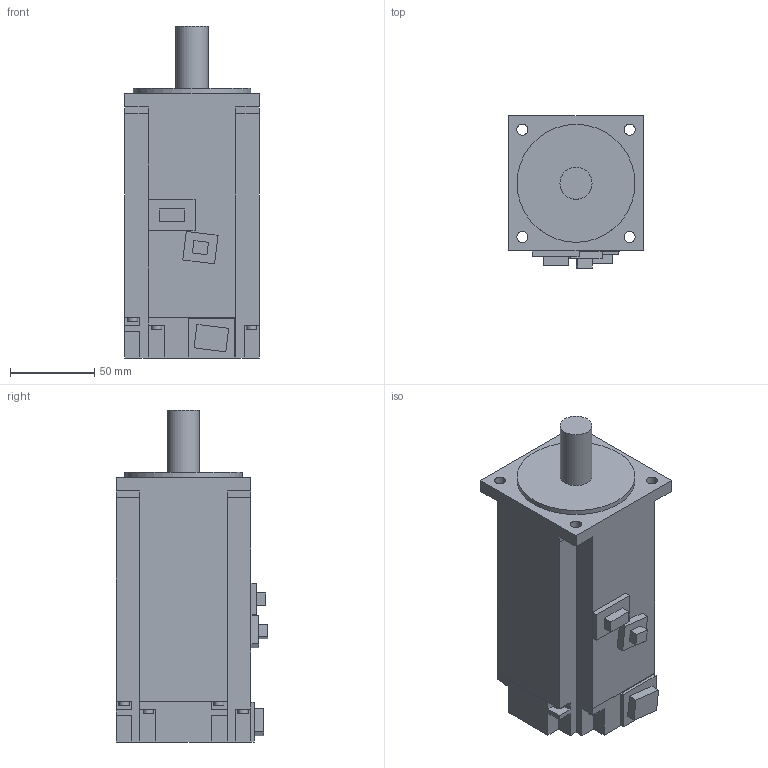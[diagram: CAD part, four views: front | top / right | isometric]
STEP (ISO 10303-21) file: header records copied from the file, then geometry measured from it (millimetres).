
FILE_DESCRIPTION(/* description */ (''),/* implementation_level */ '2;1');
FILE_NAME(/* name */ '',/* time_stamp */ '2023-12-28T10:23:45+07:00',/* author */ ('daveb'),/* organization */ (''),/* preprocessor_version */ 'ST-DEVELOPER v19.2',/* originating_system */ 'Autodesk Inventor 2024',/* authorisation */ '');
FILE_SCHEMA (('AUTOMOTIVE_DESIGN { 1 0 10303 214 3 1 1 }'));
Length unit declared in the file: millimetre
Products named in the file (1): [K1]Động_cơ
Bounding box: 80 x 90.1 x 197 mm (x, y, z)
Volume: 903021.5 mm3; surface area: 68882.8 mm2
Topology: 1 solids, 1 shells, 120 faces, 305 edges, 200 vertices
Faces by surface type: plane 107, cylinder 13
Full cylindrical faces by diameter (mm): 6 x7, 6.6 x4, 19 x1, 70 x1
Entity records: 3614 total; most frequent: CARTESIAN_POINT 626, ORIENTED_EDGE 610, DIRECTION 573, EDGE_CURVE 305, LINE 279, VECTOR 279, VERTEX_POINT 200, AXIS2_PLACEMENT_3D 147
